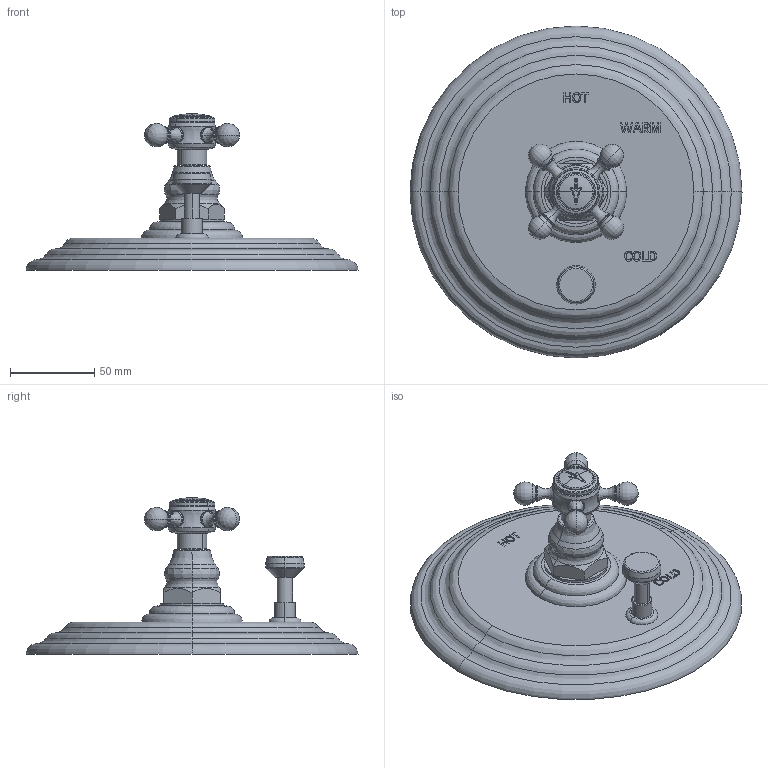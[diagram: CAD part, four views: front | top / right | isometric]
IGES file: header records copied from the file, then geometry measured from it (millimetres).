
Start section:  PTC IGES file: 5-922bp.igs
Global section: file name: 5-922bp.igs; native system: Creo Parametric by PTC Inc.; preprocessor: 2018400; author: jinson.thomas; organization: Unknown; date: 20210607.142044; units: inch
Bounding box: 196.85 x 196.85 x 92.86 mm (x, y, z)
Volume: 527160.6 mm3; surface area: 77952.4 mm2
Topology: 1 solids, 1 shells, 362 faces, 870 edges, 535 vertices
Faces by surface type: revolution 153, bspline 145, extrusion 64
